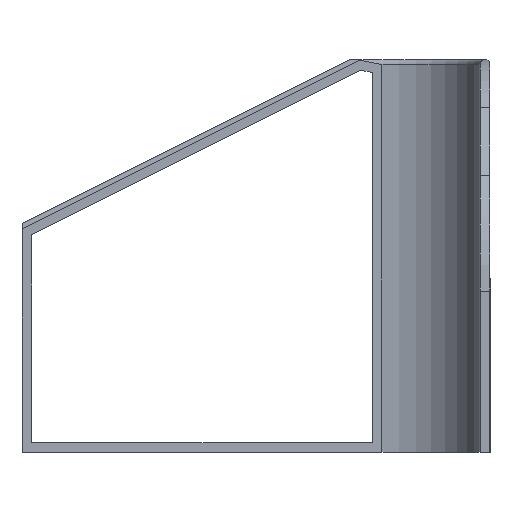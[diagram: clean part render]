
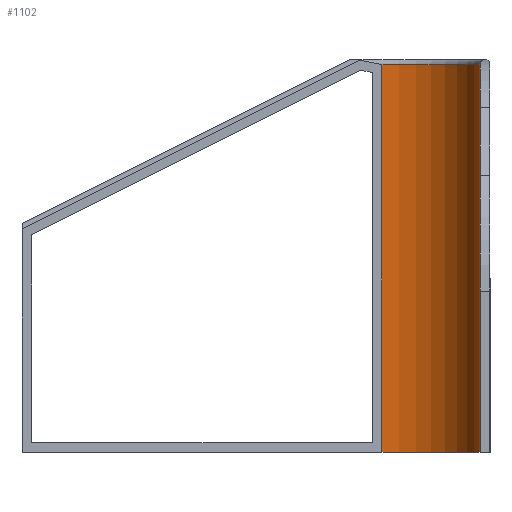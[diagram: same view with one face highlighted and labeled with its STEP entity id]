
A CAD part, left-side view. The second image highlights one B-rep face of the part: STEP entity #1102.
In plain terms, the highlighted cylindrical face has radius 30 mm (diameter 60 mm), a partial arc.
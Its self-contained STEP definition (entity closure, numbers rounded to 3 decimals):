
#57=CYLINDRICAL_SURFACE('',#1223,30.);
#111=FACE_OUTER_BOUND('',#175,.T.);
#175=EDGE_LOOP('',(#1004,#1005,#1006,#1007));
#258=LINE('',#1832,#357);
#274=LINE('',#1936,#373);
#357=VECTOR('',#1454,10.);
#373=VECTOR('',#1530,10.);
#387=CIRCLE('',#1134,30.);
#422=CIRCLE('',#1211,30.);
#439=VERTEX_POINT('',#1573);
#440=VERTEX_POINT('',#1574);
#514=VERTEX_POINT('',#1831);
#526=VERTEX_POINT('',#1894);
#547=EDGE_CURVE('',#439,#440,#387,.T.);
#655=EDGE_CURVE('',#514,#439,#258,.T.);
#681=EDGE_CURVE('',#514,#526,#422,.T.);
#691=EDGE_CURVE('',#440,#526,#274,.T.);
#1004=ORIENTED_EDGE('',*,*,#681,.F.);
#1005=ORIENTED_EDGE('',*,*,#655,.T.);
#1006=ORIENTED_EDGE('',*,*,#547,.T.);
#1007=ORIENTED_EDGE('',*,*,#691,.T.);
#1102=ADVANCED_FACE('',(#111),#57,.F.);
#1134=AXIS2_PLACEMENT_3D('',#1575,#1261,#1262);
#1211=AXIS2_PLACEMENT_3D('',#1916,#1502,#1503);
#1223=AXIS2_PLACEMENT_3D('',#1940,#1535,#1536);
#1261=DIRECTION('center_axis',(0.,0.,-1.));
#1262=DIRECTION('ref_axis',(0.707,-0.707,0.));
#1454=DIRECTION('',(0.,0.,-1.));
#1502=DIRECTION('center_axis',(0.,0.,-1.));
#1503=DIRECTION('ref_axis',(0.707,-0.707,0.));
#1530=DIRECTION('',(0.,0.,1.));
#1535=DIRECTION('center_axis',(0.,0.,1.));
#1536=DIRECTION('ref_axis',(0.707,-0.707,0.));
#1573=CARTESIAN_POINT('',(130.,33.,0.));
#1574=CARTESIAN_POINT('',(100.,3.,0.));
#1575=CARTESIAN_POINT('Origin',(100.,33.,0.));
#1831=CARTESIAN_POINT('',(130.,33.,118.5));
#1832=CARTESIAN_POINT('',(130.,33.,0.));
#1894=CARTESIAN_POINT('',(100.,3.,118.5));
#1916=CARTESIAN_POINT('Origin',(100.,33.,118.5));
#1936=CARTESIAN_POINT('',(100.,3.,0.));
#1940=CARTESIAN_POINT('Origin',(100.,33.,0.));
